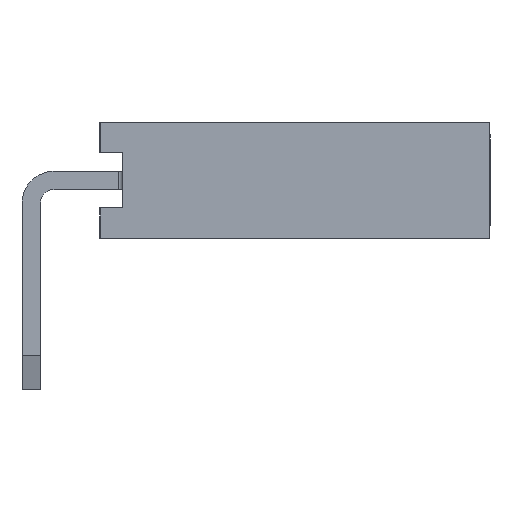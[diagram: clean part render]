
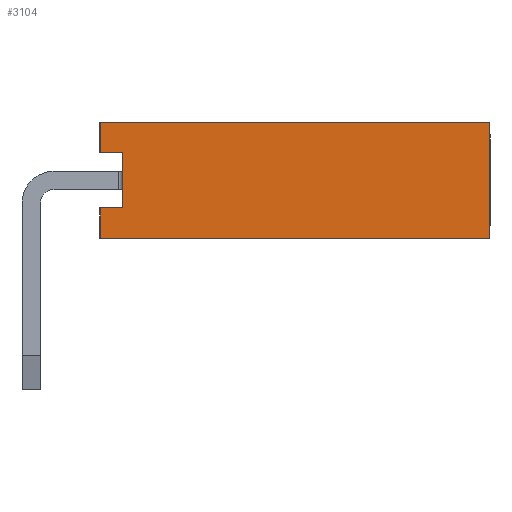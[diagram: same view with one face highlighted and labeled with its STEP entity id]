
A CAD part, left-side view. The second image highlights one B-rep face of the part: STEP entity #3104.
In plain terms, the highlighted planar face has unit normal (-1, 0, 0).
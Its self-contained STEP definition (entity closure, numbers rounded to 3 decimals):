
#3104=ADVANCED_FACE('',(#16664),#16666,.T.);
#16664=FACE_BOUND('',#16665,.T.);
#16665=EDGE_LOOP('',(#27573,#27574,#27575,#27576,#27577,#27578,#27579,#27580));
#16666=PLANE('',#16667);
#16667=AXIS2_PLACEMENT_3D('',#16668,#16669,#16670);
#16668=CARTESIAN_POINT('',(-1.27,-1.5,2.54));
#16669=DIRECTION('',(-1.,0.,0.));
#16670=DIRECTION('',(0.,0.,-1.));
#27573=ORIENTED_EDGE('',*,*,#35429,.T.);
#27574=ORIENTED_EDGE('',*,*,#35430,.T.);
#27575=ORIENTED_EDGE('',*,*,#35431,.T.);
#27576=ORIENTED_EDGE('',*,*,#35432,.F.);
#27577=ORIENTED_EDGE('',*,*,#35433,.F.);
#27578=ORIENTED_EDGE('',*,*,#35434,.T.);
#27579=ORIENTED_EDGE('',*,*,#35435,.T.);
#27580=ORIENTED_EDGE('',*,*,#34897,.T.);
#34897=EDGE_CURVE('',#39969,#39970,#39971,.T.);
#35429=EDGE_CURVE('',#39970,#40721,#40722,.F.);
#35430=EDGE_CURVE('',#40721,#40723,#40724,.T.);
#35431=EDGE_CURVE('',#40723,#40725,#40726,.T.);
#35432=EDGE_CURVE('',#40727,#40725,#40728,.T.);
#35433=EDGE_CURVE('',#40729,#40727,#40730,.T.);
#35434=EDGE_CURVE('',#40729,#40731,#40732,.T.);
#35435=EDGE_CURVE('',#40731,#39969,#40733,.F.);
#39969=VERTEX_POINT('',#48901);
#39970=VERTEX_POINT('',#48902);
#39971=LINE('',#48903,#48904);
#40721=VERTEX_POINT('',#50717);
#40722=LINE('',#50718,#50719);
#40723=VERTEX_POINT('',#50721);
#40724=LINE('',#50722,#50723);
#40725=VERTEX_POINT('',#50725);
#40726=LINE('',#50726,#50727);
#40727=VERTEX_POINT('',#50729);
#40728=LINE('',#50730,#50731);
#40729=VERTEX_POINT('',#50733);
#40730=LINE('',#50734,#50735);
#40731=VERTEX_POINT('',#50737);
#40732=LINE('',#50738,#50739);
#40733=LINE('',#50741,#50742);
#48901=CARTESIAN_POINT('',(-1.27,-2.,1.87));
#48902=CARTESIAN_POINT('',(-1.27,-2.,0.67));
#48903=CARTESIAN_POINT('',(-1.27,-2.,1.87));
#48904=VECTOR('',#48905,1.);
#48905=DIRECTION('',(0.,0.,-1.));
#50717=CARTESIAN_POINT('',(-1.27,-1.5,0.67));
#50718=CARTESIAN_POINT('',(-1.27,-1.5,0.67));
#50719=VECTOR('',#50720,1.);
#50720=DIRECTION('',(0.,-1.,0.));
#50721=CARTESIAN_POINT('',(-1.27,-1.5,0.));
#50722=CARTESIAN_POINT('',(-1.27,-1.5,0.67));
#50723=VECTOR('',#50724,1.);
#50724=DIRECTION('',(0.,0.,-1.));
#50725=CARTESIAN_POINT('',(-1.27,-10.,0.));
#50726=CARTESIAN_POINT('',(-1.27,-1.5,0.));
#50727=VECTOR('',#50728,1.);
#50728=DIRECTION('',(0.,-1.,0.));
#50729=CARTESIAN_POINT('',(-1.27,-10.,2.54));
#50730=CARTESIAN_POINT('',(-1.27,-10.,2.54));
#50731=VECTOR('',#50732,1.);
#50732=DIRECTION('',(0.,0.,-1.));
#50733=CARTESIAN_POINT('',(-1.27,-1.5,2.54));
#50734=CARTESIAN_POINT('',(-1.27,-1.5,2.54));
#50735=VECTOR('',#50736,1.);
#50736=DIRECTION('',(0.,-1.,0.));
#50737=CARTESIAN_POINT('',(-1.27,-1.5,1.87));
#50738=CARTESIAN_POINT('',(-1.27,-1.5,2.54));
#50739=VECTOR('',#50740,1.);
#50740=DIRECTION('',(0.,0.,-1.));
#50741=CARTESIAN_POINT('',(-1.27,-2.,1.87));
#50742=VECTOR('',#50743,1.);
#50743=DIRECTION('',(0.,1.,0.));
